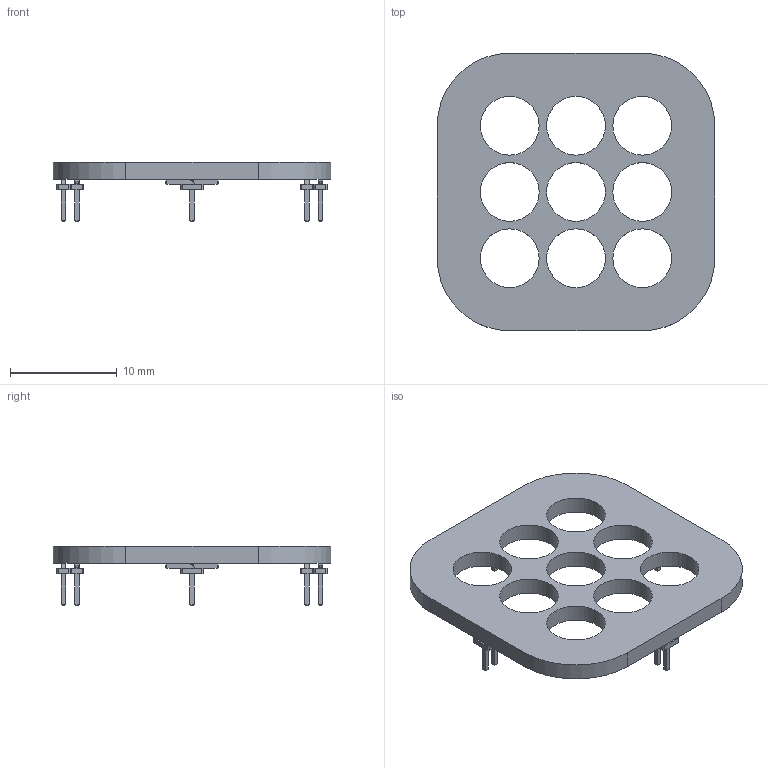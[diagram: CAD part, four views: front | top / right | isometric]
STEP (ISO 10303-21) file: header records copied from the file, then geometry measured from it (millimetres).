
FILE_DESCRIPTION(('KiCad electronic assembly'),'2;1');
FILE_NAME('Kockica.step','2022-11-07T08:58:58',('Pcbnew'),('Kicad'), 'Open CASCADE STEP processor 7.6','KiCad to STEP converter','Unknown' );
FILE_SCHEMA(('AUTOMOTIVE_DESIGN { 1 0 10303 214 1 1 1 1 }'));
Length unit declared in the file: millimetre
Products named in the file (4): Kockica 1; PinHeader_1x02_P1.27mm_Vertical_SMD_Pin1Left; SOLID; _autosave-Kockica PCB
Assembly tree (6 placements, depth 3):
  Kockica 1
    PinHeader_1x02_P1.27mm_Vertical_SMD_Pin1Left  x4
      SOLID
    _autosave-Kockica PCB
Bounding box: 26 x 26 x 5.55 mm (x, y, z)
Volume: 693.5 mm3; surface area: 1366.1 mm2
Topology: 5 solids, 5 shells, 235 faces, 587 edges, 370 vertices
Faces by surface type: bspline 216, cylinder 13, plane 6
Full cylindrical faces by diameter (mm): 5.5 x9
Entity records: 4770 total; most frequent: CARTESIAN_POINT 1493, B_SPLINE_CURVE_WITH_KNOTS 394, ORIENTED_EDGE 370, PCURVE 370, DEFINITIONAL_REPRESENTATION 370, DIRECTION 205, EDGE_CURVE 185, SURFACE_CURVE 176
